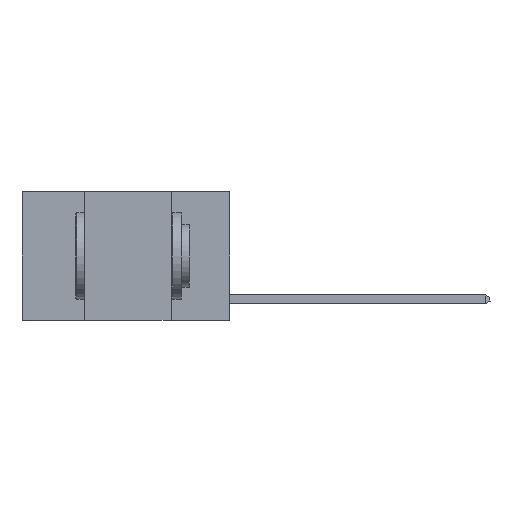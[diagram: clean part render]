
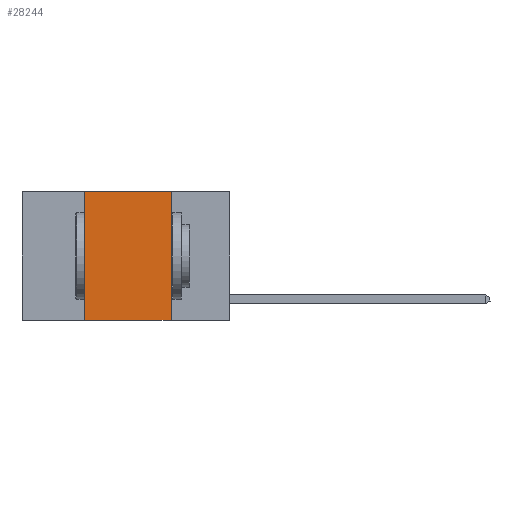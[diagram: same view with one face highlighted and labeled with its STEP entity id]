
A CAD part, left-side view. The second image highlights one B-rep face of the part: STEP entity #28244.
In plain terms, the highlighted planar face has unit normal (-1, 0, 0).
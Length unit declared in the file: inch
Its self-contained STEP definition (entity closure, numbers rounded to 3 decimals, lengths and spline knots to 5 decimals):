
#797 = CARTESIAN_POINT ( 'NONE',  ( 0., 0.42, 0. ) ) ;
#1683 = AXIS2_PLACEMENT_3D ( 'NONE', #23613, #27899, #14519 ) ;
#3362 = VERTEX_POINT ( 'NONE', #14233 ) ;
#3702 = VECTOR ( 'NONE', #7629, 39.37008 ) ;
#4416 = EDGE_CURVE ( 'NONE', #20969, #5700, #7698, .T. ) ;
#4670 = LINE ( 'NONE', #6281, #7942 ) ;
#5410 = CARTESIAN_POINT ( 'NONE',  ( 0., 0.17, 0. ) ) ;
#5700 = VERTEX_POINT ( 'NONE', #11148 ) ;
#6281 = CARTESIAN_POINT ( 'NONE',  ( 0., 0.6, 0. ) ) ;
#7629 = DIRECTION ( 'NONE',  ( 0., 0., -1. ) ) ;
#7698 = LINE ( 'NONE', #25650, #25248 ) ;
#7942 = VECTOR ( 'NONE', #20276, 39.37008 ) ;
#8290 = EDGE_CURVE ( 'NONE', #3362, #9598, #4670, .T. ) ;
#8847 = ORIENTED_EDGE ( 'NONE', *, *, #17694, .F. ) ;
#9598 = VERTEX_POINT ( 'NONE', #25196 ) ;
#11148 = CARTESIAN_POINT ( 'NONE',  ( 0., 0.17, -0.37 ) ) ;
#13188 = VECTOR ( 'NONE', #14509, 39.37008 ) ;
#14233 = CARTESIAN_POINT ( 'NONE',  ( 0., 0.42, 0. ) ) ;
#14509 = DIRECTION ( 'NONE',  ( 0., 0., 1. ) ) ;
#14519 = DIRECTION ( 'NONE',  ( 0., 0., -1. ) ) ;
#15454 = ORIENTED_EDGE ( 'NONE', *, *, #8290, .F. ) ;
#15774 = FACE_OUTER_BOUND ( 'NONE', #24551, .T. ) ;
#16510 = PLANE ( 'NONE',  #1683 ) ;
#16651 = DIRECTION ( 'NONE',  ( 0., -1., 0. ) ) ;
#17694 = EDGE_CURVE ( 'NONE', #9598, #5700, #20543, .T. ) ;
#19354 = CARTESIAN_POINT ( 'NONE',  ( 0., 0.42, -0.37 ) ) ;
#20276 = DIRECTION ( 'NONE',  ( 0., -1., 0. ) ) ;
#20543 = LINE ( 'NONE', #5410, #3702 ) ;
#20969 = VERTEX_POINT ( 'NONE', #19354 ) ;
#20974 = ORIENTED_EDGE ( 'NONE', *, *, #23357, .F. ) ;
#23357 = EDGE_CURVE ( 'NONE', #20969, #3362, #27121, .T. ) ;
#23613 = CARTESIAN_POINT ( 'NONE',  ( 0., 0.6, 0. ) ) ;
#24006 = ORIENTED_EDGE ( 'NONE', *, *, #4416, .T. ) ;
#24551 = EDGE_LOOP ( 'NONE', ( #8847, #15454, #20974, #24006 ) ) ;
#25196 = CARTESIAN_POINT ( 'NONE',  ( 0., 0.17, 0. ) ) ;
#25248 = VECTOR ( 'NONE', #16651, 39.37008 ) ;
#25650 = CARTESIAN_POINT ( 'NONE',  ( 0., 0.6, -0.37 ) ) ;
#27121 = LINE ( 'NONE', #797, #13188 ) ;
#27899 = DIRECTION ( 'NONE',  ( 1., 0., 0. ) ) ;
#28244 = ADVANCED_FACE ( 'NONE', ( #15774 ), #16510, .F. ) ;
